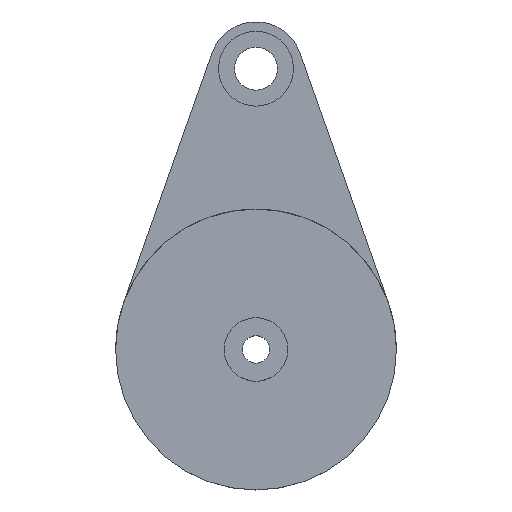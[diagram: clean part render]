
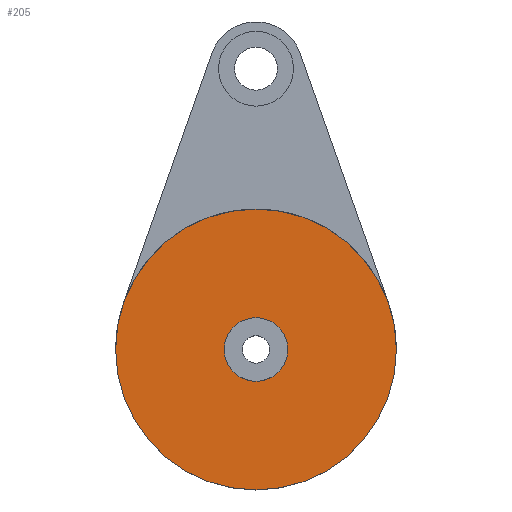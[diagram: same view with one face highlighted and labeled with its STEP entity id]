
A CAD part, top view. The second image highlights one B-rep face of the part: STEP entity #205.
In plain terms, the highlighted planar face has unit normal (0, 0, 1).
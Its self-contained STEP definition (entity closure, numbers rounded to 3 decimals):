
#11 = CIRCLE ( 'NONE', #417, 15. ) ;
#18 = DIRECTION ( 'NONE',  ( 0., 0., 1. ) ) ;
#20 = AXIS2_PLACEMENT_3D ( 'NONE', #71, #164, #527 ) ;
#46 = PLANE ( 'NONE',  #557 ) ;
#47 = EDGE_LOOP ( 'NONE', ( #457, #320 ) ) ;
#71 = CARTESIAN_POINT ( 'NONE',  ( 0., 0., 3. ) ) ;
#83 = CIRCLE ( 'NONE', #162, 15. ) ;
#89 = EDGE_CURVE ( 'NONE', #560, #422, #463, .T. ) ;
#90 = CARTESIAN_POINT ( 'NONE',  ( 0., 0., 3. ) ) ;
#107 = CARTESIAN_POINT ( 'NONE',  ( 0., 0., 3. ) ) ;
#133 = DIRECTION ( 'NONE',  ( 0., 0., 1. ) ) ;
#145 = DIRECTION ( 'NONE',  ( 0., 0., 1. ) ) ;
#160 = CARTESIAN_POINT ( 'NONE',  ( -15., 0., 3. ) ) ;
#162 = AXIS2_PLACEMENT_3D ( 'NONE', #552, #18, #190 ) ;
#164 = DIRECTION ( 'NONE',  ( 0., 0., 1. ) ) ;
#176 = DIRECTION ( 'NONE',  ( 0., 0., 1. ) ) ;
#178 = CARTESIAN_POINT ( 'NONE',  ( 0., 0., 3. ) ) ;
#190 = DIRECTION ( 'NONE',  ( 1., 0., 0. ) ) ;
#199 = ORIENTED_EDGE ( 'NONE', *, *, #212, .F. ) ;
#205 = ADVANCED_FACE ( 'NONE', ( #450, #582 ), #46, .T. ) ;
#212 = EDGE_CURVE ( 'NONE', #422, #560, #520, .T. ) ;
#270 = DIRECTION ( 'NONE',  ( 1., 0., 0. ) ) ;
#320 = ORIENTED_EDGE ( 'NONE', *, *, #328, .T. ) ;
#326 = DIRECTION ( 'NONE',  ( 1., 0., 0. ) ) ;
#328 = EDGE_CURVE ( 'NONE', #376, #508, #11, .T. ) ;
#336 = EDGE_CURVE ( 'NONE', #508, #376, #83, .T. ) ;
#359 = AXIS2_PLACEMENT_3D ( 'NONE', #90, #133, #270 ) ;
#362 = DIRECTION ( 'NONE',  ( 1., 0., 0. ) ) ;
#366 = EDGE_LOOP ( 'NONE', ( #199, #420 ) ) ;
#376 = VERTEX_POINT ( 'NONE', #507 ) ;
#400 = CARTESIAN_POINT ( 'NONE',  ( 3.4, 0., 3. ) ) ;
#417 = AXIS2_PLACEMENT_3D ( 'NONE', #107, #145, #326 ) ;
#420 = ORIENTED_EDGE ( 'NONE', *, *, #89, .F. ) ;
#422 = VERTEX_POINT ( 'NONE', #465 ) ;
#450 = FACE_OUTER_BOUND ( 'NONE', #47, .T. ) ;
#457 = ORIENTED_EDGE ( 'NONE', *, *, #336, .T. ) ;
#463 = CIRCLE ( 'NONE', #20, 3.4 ) ;
#465 = CARTESIAN_POINT ( 'NONE',  ( -3.4, 0., 3. ) ) ;
#507 = CARTESIAN_POINT ( 'NONE',  ( 15., 0., 3. ) ) ;
#508 = VERTEX_POINT ( 'NONE', #160 ) ;
#520 = CIRCLE ( 'NONE', #359, 3.4 ) ;
#527 = DIRECTION ( 'NONE',  ( 1., 0., 0. ) ) ;
#552 = CARTESIAN_POINT ( 'NONE',  ( 0., 0., 3. ) ) ;
#557 = AXIS2_PLACEMENT_3D ( 'NONE', #178, #176, #362 ) ;
#560 = VERTEX_POINT ( 'NONE', #400 ) ;
#582 = FACE_BOUND ( 'NONE', #366, .T. ) ;
